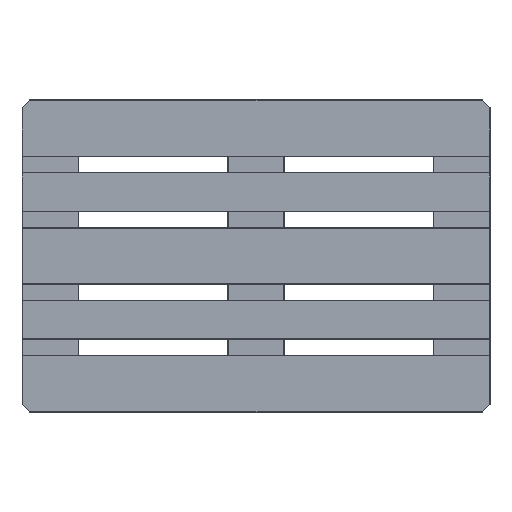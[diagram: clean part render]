
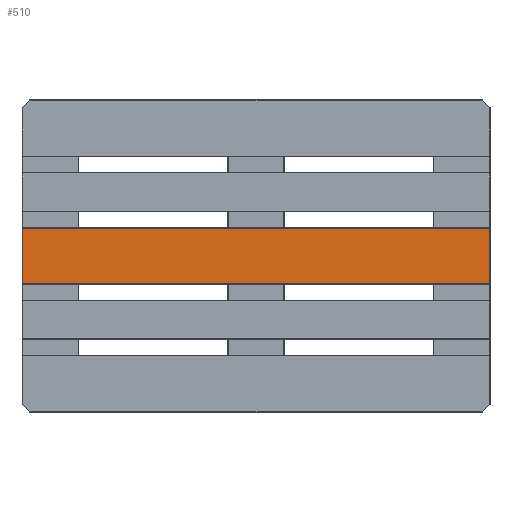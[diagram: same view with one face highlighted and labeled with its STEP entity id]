
A CAD part, top view. The second image highlights one B-rep face of the part: STEP entity #510.
In plain terms, the highlighted planar face has unit normal (0, 0, 1).
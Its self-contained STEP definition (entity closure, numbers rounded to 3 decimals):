
#510=ADVANCED_FACE('',(#1174),#8568,.T.);
#1174=FACE_OUTER_BOUND('',#1838,.T.);
#1838=EDGE_LOOP('',(#3083,#3084,#3085,#3086));
#3083=ORIENTED_EDGE('',*,*,#5343,.T.);
#3084=ORIENTED_EDGE('',*,*,#5346,.T.);
#3085=ORIENTED_EDGE('',*,*,#5344,.T.);
#3086=ORIENTED_EDGE('',*,*,#5345,.T.);
#5343=EDGE_CURVE('',#7761,#7762,#6663,.T.);
#5344=EDGE_CURVE('',#7763,#7764,#6664,.T.);
#5345=EDGE_CURVE('',#7764,#7761,#6665,.T.);
#5346=EDGE_CURVE('',#7762,#7763,#6666,.T.);
#6663=B_SPLINE_CURVE_WITH_KNOTS('',1,(#11175,#11176),.UNSPECIFIED.,.F.,
 .F.,(2,2),(1.,144.),.UNSPECIFIED.);
#6664=B_SPLINE_CURVE_WITH_KNOTS('',1,(#11177,#11178),.UNSPECIFIED.,.F.,
 .F.,(2,2),(1.,144.),.UNSPECIFIED.);
#6665=B_SPLINE_CURVE_WITH_KNOTS('',1,(#11179,#11180),.UNSPECIFIED.,.F.,
 .F.,(2,2),(1.,1199.),.UNSPECIFIED.);
#6666=B_SPLINE_CURVE_WITH_KNOTS('',1,(#11181,#11182),.UNSPECIFIED.,.F.,
 .F.,(2,2),(1.,1199.),.UNSPECIFIED.);
#7761=VERTEX_POINT('',#11131);
#7762=VERTEX_POINT('',#11132);
#7763=VERTEX_POINT('',#11133);
#7764=VERTEX_POINT('',#11134);
#8568=PLANE('',#9012);
#9012=AXIS2_PLACEMENT_3D('',#11066,#9439,$);
#9439=DIRECTION('',(0.,0.,1.));
#11066=CARTESIAN_POINT('',(0.,-72.5,144.));
#11131=CARTESIAN_POINT('',(1199.,-71.5,144.));
#11132=CARTESIAN_POINT('',(1199.,71.5,144.));
#11133=CARTESIAN_POINT('',(1.,71.5,144.));
#11134=CARTESIAN_POINT('',(1.,-71.5,144.));
#11175=CARTESIAN_POINT('',(1199.,-71.5,144.));
#11176=CARTESIAN_POINT('',(1199.,71.5,144.));
#11177=CARTESIAN_POINT('',(1.,71.5,144.));
#11178=CARTESIAN_POINT('',(1.,-71.5,144.));
#11179=CARTESIAN_POINT('',(1.,-71.5,144.));
#11180=CARTESIAN_POINT('',(1199.,-71.5,144.));
#11181=CARTESIAN_POINT('',(1199.,71.5,144.));
#11182=CARTESIAN_POINT('',(1.,71.5,144.));
